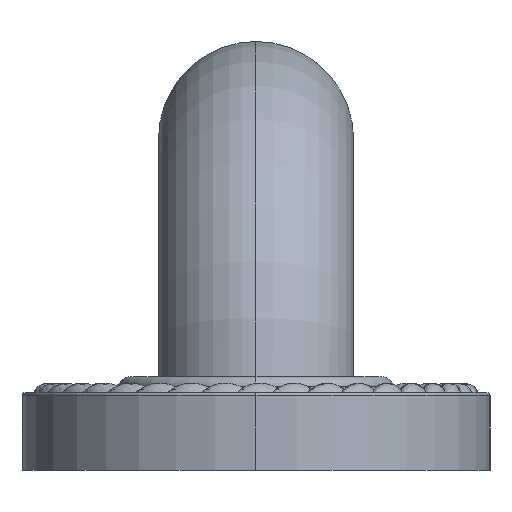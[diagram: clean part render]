
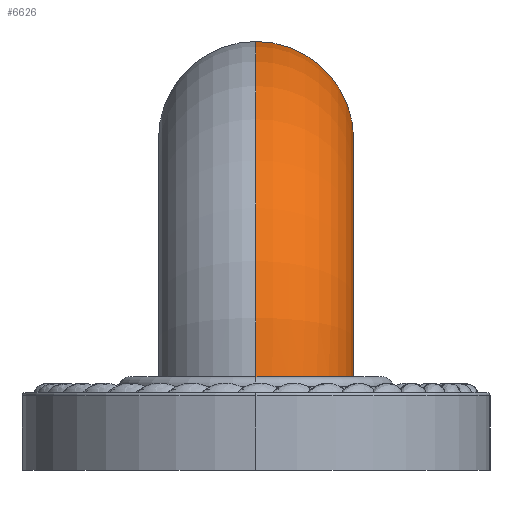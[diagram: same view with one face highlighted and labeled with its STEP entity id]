
A CAD part, left-side view. The second image highlights one B-rep face of the part: STEP entity #6626.
In plain terms, the highlighted toroidal (fillet/blend) face has major radius 41.275 mm and minor radius 15.875 mm.
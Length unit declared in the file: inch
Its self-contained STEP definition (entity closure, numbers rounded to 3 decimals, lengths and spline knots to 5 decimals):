
#2541=CARTESIAN_POINT('',(-7.375,0.,2.125));
#2542=DIRECTION('',(1.,0.,0.));
#2543=DIRECTION('',(0.,0.,1.));
#2544=AXIS2_PLACEMENT_3D('',#2541,#2542,#2543);
#2550=CARTESIAN_POINT('',(-7.375,0.,0.5));
#2551=DIRECTION('',(0.,1.,0.));
#2552=DIRECTION('',(-0.999,0.,0.044));
#2553=AXIS2_PLACEMENT_3D('',#2550,#2551,#2552);
#2555=CARTESIAN_POINT('',(-8.36999,0.,0.6));
#2587=CARTESIAN_POINT('',(-9.62278,0.,0.6));
#2589=CARTESIAN_POINT('',(-9.62278,0.,0.6));
#2590=CARTESIAN_POINT('',(-9.62278,-0.02186,0.6));
#2591=CARTESIAN_POINT('',(-9.6205,-0.06533,0.6));
#2592=CARTESIAN_POINT('',(-9.61023,-0.13014,0.6));
#2593=CARTESIAN_POINT('',(-9.59329,-0.19333,0.6));
#2594=CARTESIAN_POINT('',(-9.56976,-0.25461,0.6));
#2595=CARTESIAN_POINT('',(-9.54006,-0.31288,0.6));
#2596=CARTESIAN_POINT('',(-9.50427,-0.36796,0.6));
#2597=CARTESIAN_POINT('',(-9.4631,-0.41878,0.6));
#2598=CARTESIAN_POINT('',(-9.4166,-0.46525,0.6));
#2599=CARTESIAN_POINT('',(-9.36574,-0.50641,0.6));
#2600=CARTESIAN_POINT('',(-9.31057,-0.54221,0.6));
#2601=CARTESIAN_POINT('',(-9.2522,-0.57193,0.6));
#2602=CARTESIAN_POINT('',(-9.19079,-0.59548,0.6));
#2603=CARTESIAN_POINT('',(-9.12742,-0.61244,0.6));
#2604=CARTESIAN_POINT('',(-9.06246,-0.62272,0.6));
#2605=CARTESIAN_POINT('',(-8.99682,-0.62614,0.6));
#2606=CARTESIAN_POINT('',(-8.93119,-0.6227,0.6));
#2607=CARTESIAN_POINT('',(-8.86617,-0.6124,0.6));
#2608=CARTESIAN_POINT('',(-8.8027,-0.5954,0.6));
#2609=CARTESIAN_POINT('',(-8.74117,-0.57179,0.6));
#2610=CARTESIAN_POINT('',(-8.68266,-0.542,0.6));
#2611=CARTESIAN_POINT('',(-8.62736,-0.50611,0.6));
#2612=CARTESIAN_POINT('',(-8.57637,-0.46486,0.6));
#2613=CARTESIAN_POINT('',(-8.52977,-0.41831,0.6));
#2614=CARTESIAN_POINT('',(-8.48852,-0.36743,0.6));
#2615=CARTESIAN_POINT('',(-8.45268,-0.31231,0.6));
#2616=CARTESIAN_POINT('',(-8.42297,-0.25407,0.6));
#2617=CARTESIAN_POINT('',(-8.39944,-0.19287,0.6));
#2618=CARTESIAN_POINT('',(-8.38252,-0.12981,0.6));
#2619=CARTESIAN_POINT('',(-8.37226,-0.06515,0.6));
#2620=CARTESIAN_POINT('',(-8.36999,-0.0218,0.6));
#2621=CARTESIAN_POINT('',(-8.36999,0.,0.6));
#5075=CARTESIAN_POINT('',(-7.375,0.,0.5));
#5076=DIRECTION('',(0.,1.,0.));
#5077=DIRECTION('',(-0.995,0.,0.1));
#5078=AXIS2_PLACEMENT_3D('',#5075,#5076,#5077);
#5289=CARTESIAN_POINT('',(-7.375,0.,1.5));
#5290=CARTESIAN_POINT('',(-7.375,0.,2.75));
#5291=VERTEX_POINT('',#5289);
#5292=VERTEX_POINT('',#5290);
#5299=VERTEX_POINT('',#2555);
#5300=VERTEX_POINT('',#2587);
#6612=CARTESIAN_POINT('',(-7.375,0.,0.5));
#6613=DIRECTION('',(0.,1.,0.));
#6614=DIRECTION('',(1.,0.,0.));
#6615=AXIS2_PLACEMENT_3D('',#6612,#6613,#6614);
#6616=TOROIDAL_SURFACE('',#6615,1.625,0.625);
#6618=ORIENTED_EDGE('',*,*,#6617,.F.);
#6620=ORIENTED_EDGE('',*,*,#6619,.T.);
#6621=ORIENTED_EDGE('',*,*,#6602,.T.);
#6623=ORIENTED_EDGE('',*,*,#6622,.F.);
#6624=EDGE_LOOP('',(#6618,#6620,#6621,#6623));
#6625=FACE_OUTER_BOUND('',#6624,.F.);
#6626=ADVANCED_FACE('',(#6625),#6616,.T.);
#2545=CIRCLE('',#2544,0.625);
#2554=CIRCLE('',#2553,2.25);
#2622=B_SPLINE_CURVE_WITH_KNOTS('',3,(#2589,#2590,#2591,#2592,#2593,#2594,#2595,
#2596,#2597,#2598,#2599,#2600,#2601,#2602,#2603,#2604,#2605,#2606,#2607,#2608,
#2609,#2610,#2611,#2612,#2613,#2614,#2615,#2616,#2617,#2618,#2619,#2620,#2621),
.UNSPECIFIED.,.F.,.F.,(4,1,1,1,1,1,1,1,1,1,1,1,1,1,1,1,1,1,1,1,1,1,1,1,1,1,1,1,
1,1,4),(0.,0.03333,0.06667,0.1,0.13333,
0.16667,0.2,0.23333,0.26667,0.3,
0.33333,0.36667,0.4,0.43333,0.46667,
0.5,0.53333,0.56667,0.6,0.63333,
0.66667,0.7,0.73333,0.76667,0.8,
0.83333,0.86667,0.9,0.93333,0.96667,
1.),.UNSPECIFIED.);
#5079=CIRCLE('',#5078,1.);
#6602=EDGE_CURVE('',#5292,#5291,#2545,.T.);
#6617=EDGE_CURVE('',#5300,#5299,#2622,.T.);
#6619=EDGE_CURVE('',#5300,#5292,#2554,.T.);
#6622=EDGE_CURVE('',#5299,#5291,#5079,.T.);
